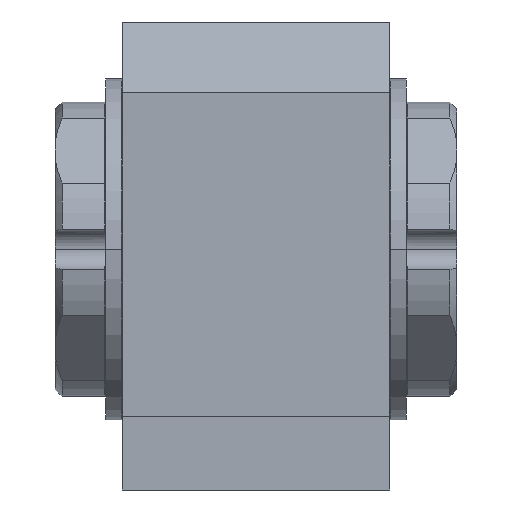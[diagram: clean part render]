
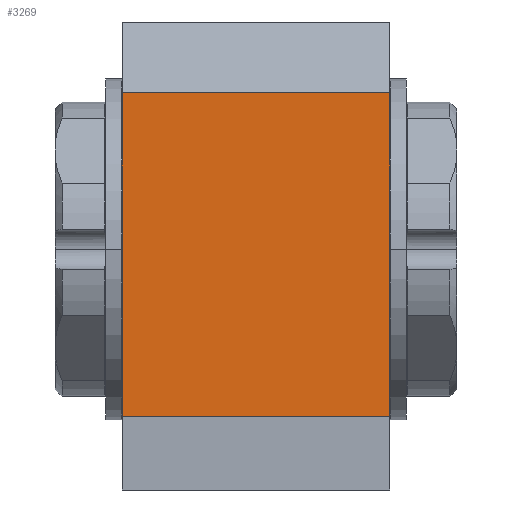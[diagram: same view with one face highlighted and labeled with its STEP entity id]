
A CAD part, left-side view. The second image highlights one B-rep face of the part: STEP entity #3269.
In plain terms, the highlighted planar face has unit normal (-1, 0, 0).
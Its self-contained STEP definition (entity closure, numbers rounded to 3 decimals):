
#1143=EDGE_CURVE('',#3227,#3147,#3315,.T.);
#1687=EDGE_CURVE('',#2817,#3147,#3916,.T.);
#1745=EDGE_CURVE('',#2817,#2249,#3978,.T.);
#2249=VERTEX_POINT('',#4532);
#2817=VERTEX_POINT('',#5149);
#2831=EDGE_CURVE('',#2249,#3227,#5164,.T.);
#3147=VERTEX_POINT('',#5511);
#3227=VERTEX_POINT('',#5601);
#3269=ADVANCED_FACE('',(#5644),#5645,.T.);
#3315=LINE('',#5703,#5704);
#3916=LINE('',#6535,#6536);
#3978=LINE('',#6654,#6655);
#4532=CARTESIAN_POINT('',(-15.0,10.0,-12.5));
#5149=CARTESIAN_POINT('',(-15.0,10.0,11.7));
#5164=LINE('',#8543,#8544);
#5511=CARTESIAN_POINT('',(-15.0,-10.0,11.7));
#5601=CARTESIAN_POINT('',(-15.0,-10.0,-12.5));
#5644=FACE_OUTER_BOUND('',#9340,.T.);
#5645=PLANE('',#9341);
#5703=CARTESIAN_POINT('',(-15.0,-10.0,11.7));
#5704=VECTOR('',#9370,1.0);
#6535=CARTESIAN_POINT('',(-15.0,10.0,11.7));
#6536=VECTOR('',#10143,1.0);
#6654=CARTESIAN_POINT('',(-15.0,10.0,11.7));
#6655=VECTOR('',#10209,1.0);
#8543=CARTESIAN_POINT('',(-15.0,10.0,-12.5));
#8544=VECTOR('',#11475,1.0);
#9340=EDGE_LOOP('',(#12031,#12032,#12033,#12034));
#9341=AXIS2_PLACEMENT_3D('',#12035,#12036,#12037);
#9370=DIRECTION('',(0.0,0.0,1.0));
#10143=DIRECTION('',(0.0,-1.0,0.0));
#10209=DIRECTION('',(0.0,0.0,-1.0));
#11475=DIRECTION('',(0.0,-1.0,0.0));
#12031=ORIENTED_EDGE('',*,*,#1143,.T.);
#12032=ORIENTED_EDGE('',*,*,#1687,.F.);
#12033=ORIENTED_EDGE('',*,*,#1745,.T.);
#12034=ORIENTED_EDGE('',*,*,#2831,.T.);
#12035=CARTESIAN_POINT('',(-15.0,10.0,-12.5));
#12036=DIRECTION('',(-1.0,0.0,0.0));
#12037=DIRECTION('',(0.0,0.0,-1.0));
